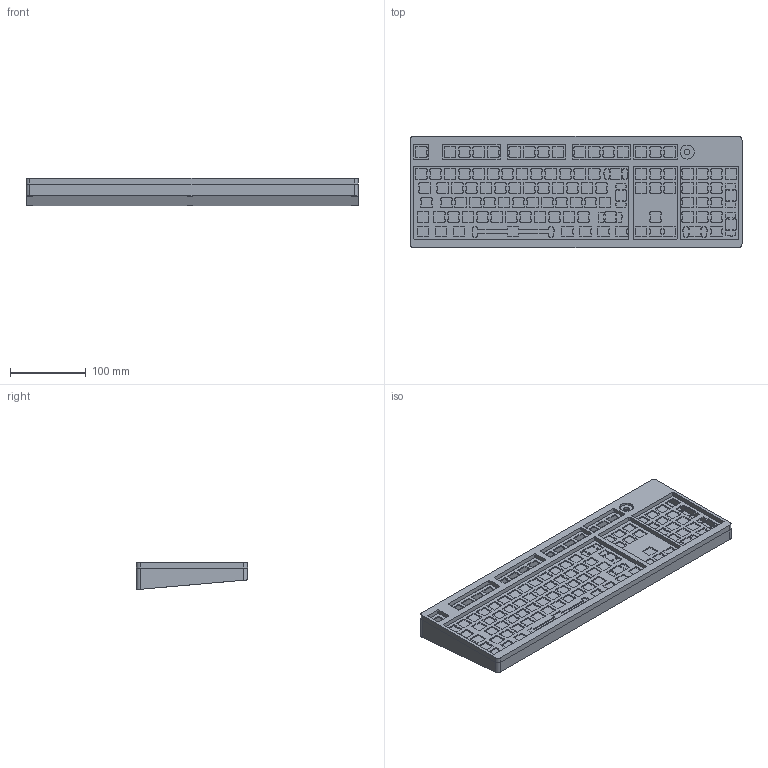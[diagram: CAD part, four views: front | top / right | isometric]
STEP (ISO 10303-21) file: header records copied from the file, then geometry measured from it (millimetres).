
FILE_DESCRIPTION(/* description */ (''),/* implementation_level */ '2;1');
FILE_NAME(/* name */ 'Assembled.step',/* time_stamp */ '2026-01-30T19:45:09Z',/* author */ (''),/* organization */ (''),/* preprocessor_version */ 'ST-DEVELOPER v20.1',/* originating_system */ 'Autodesk Translation Framework v14.24.0.0',/* authorisation */ '');
FILE_SCHEMA (('AUTOMOTIVE_DESIGN { 1 0 10303 214 3 1 1 }'));
Products named in the file (4): 2026-01-25-15-06-05-476; 2026-01-24-23-38-07-205; 2026-01-25-12-02-57-978; 2026-01-27-17-33-11-118
Assembly tree (3 placements, depth 2):
  2026-01-25-15-06-05-476
    2026-01-24-23-38-07-205
    2026-01-25-12-02-57-978
    2026-01-27-17-33-11-118
Bounding box: 438.72 x 146.73 x 35.97 mm (x, y, z)
Volume: 787081.6 mm3; surface area: 316775.1 mm2
Topology: 3 solids, 3 shells, 2873 faces, 8496 edges, 5656 vertices
Faces by surface type: plane 2641, cylinder 232
Full cylindrical faces by diameter (mm): 3.4 x18, 4 x18, 6 x6, 7.5 x1, 18.5 x1
Entity records: 94955 total; most frequent: CARTESIAN_POINT 17032, ORIENTED_EDGE 16992, DIRECTION 14720, EDGE_CURVE 8496, LINE 8032, VECTOR 8032, VERTEX_POINT 5656, AXIS2_PLACEMENT_3D 3344
